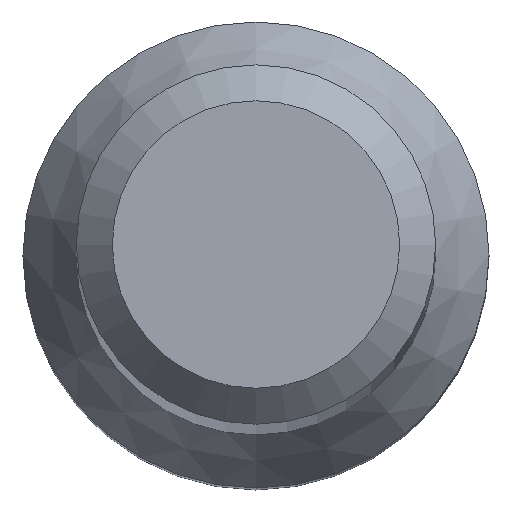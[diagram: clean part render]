
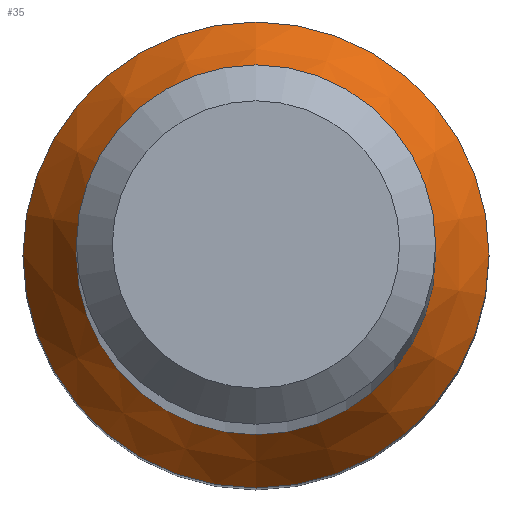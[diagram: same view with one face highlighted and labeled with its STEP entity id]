
A CAD part, top view. The second image highlights one B-rep face of the part: STEP entity #35.
In plain terms, the highlighted conical face has half-angle 30 degrees and reference radius 2.594 mm.
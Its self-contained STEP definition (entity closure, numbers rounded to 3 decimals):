
#10 = EDGE_LOOP ( 'NONE', ( #112 ) ) ;
#15 = EDGE_CURVE ( 'NONE', #211, #211, #194, .T. ) ;
#16 = DIRECTION ( 'NONE',  ( 0., 0., -1. ) ) ;
#18 = DIRECTION ( 'NONE',  ( 0., 1., 0. ) ) ;
#23 = CIRCLE ( 'NONE', #98, 2.594 ) ;
#30 = CARTESIAN_POINT ( 'NONE',  ( 0., 0., 12.963 ) ) ;
#34 = CONICAL_SURFACE ( 'NONE', #223, 2.594, 0.524 ) ;
#35 = ADVANCED_FACE ( 'NONE', ( #184, #48 ), #34, .T. ) ;
#41 = CARTESIAN_POINT ( 'NONE',  ( 0., 2., 13.992 ) ) ;
#48 = FACE_OUTER_BOUND ( 'NONE', #10, .T. ) ;
#67 = EDGE_CURVE ( 'NONE', #183, #183, #23, .T. ) ;
#98 = AXIS2_PLACEMENT_3D ( 'NONE', #180, #16, #18 ) ;
#107 = CARTESIAN_POINT ( 'NONE',  ( 0., 2.594, 12.963 ) ) ;
#112 = ORIENTED_EDGE ( 'NONE', *, *, #67, .F. ) ;
#169 = AXIS2_PLACEMENT_3D ( 'NONE', #239, #226, #204 ) ;
#180 = CARTESIAN_POINT ( 'NONE',  ( 0., 0., 12.963 ) ) ;
#183 = VERTEX_POINT ( 'NONE', #107 ) ;
#184 = FACE_BOUND ( 'NONE', #218, .T. ) ;
#186 = DIRECTION ( 'NONE',  ( 0., 1., 0. ) ) ;
#194 = CIRCLE ( 'NONE', #169, 2. ) ;
#200 = DIRECTION ( 'NONE',  ( 0., 0., -1. ) ) ;
#204 = DIRECTION ( 'NONE',  ( 0., 1., 0. ) ) ;
#211 = VERTEX_POINT ( 'NONE', #41 ) ;
#212 = ORIENTED_EDGE ( 'NONE', *, *, #15, .T. ) ;
#218 = EDGE_LOOP ( 'NONE', ( #212 ) ) ;
#223 = AXIS2_PLACEMENT_3D ( 'NONE', #30, #200, #186 ) ;
#226 = DIRECTION ( 'NONE',  ( 0., 0., -1. ) ) ;
#239 = CARTESIAN_POINT ( 'NONE',  ( 0., 0., 13.992 ) ) ;
